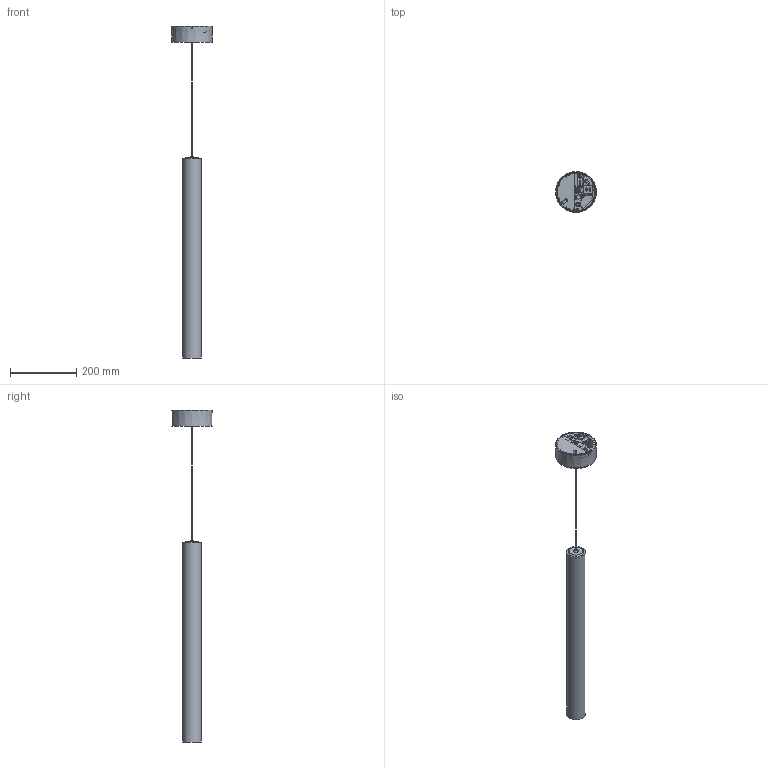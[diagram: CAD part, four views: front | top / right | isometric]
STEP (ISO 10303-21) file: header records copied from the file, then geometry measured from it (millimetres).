
FILE_DESCRIPTION(/* description */ ('This is a sample STEP configuration'),/* implementation_level */ '2;1');
FILE_NAME(/* name */ '192-20203xxxxxxxx _Simple.ipt_Rev_00.stp',/* time_stamp */ '2022-04-21T09:23:40+02:00',/* author */ ('powerJobs'),/* organization */ ('coolOrange'),/* preprocessor_version */ 'ST-DEVELOPER v18.1',/* originating_system */ 'Autodesk Inventor 2020',/* authorisation */ '');
FILE_SCHEMA (('AUTOMOTIVE_DESIGN { 1 0 10303 214 3 1 1 }'));
Length unit declared in the file: millimetre
Products named in the file (1): ENG000025857
Bounding box: 122.84 x 122.84 x 1000.3 mm (x, y, z)
Volume: 1576922.9 mm3; surface area: 214077.1 mm2
Topology: 3 solids, 3 shells, 895 faces, 2555 edges, 1686 vertices
Faces by surface type: plane 544, cylinder 129, bspline 123, cone 69, torus 18, sphere 12
Full cylindrical faces by diameter (mm): 3 x1, 4 x2, 4.4 x1, 14 x1, 40 x1, 57 x1
Entity records: 37330 total; most frequent: CARTESIAN_POINT 13903, ORIENTED_EDGE 5100, DIRECTION 4131, EDGE_CURVE 2550, VERTEX_POINT 1686, LINE 1505, VECTOR 1505, AXIS2_PLACEMENT_3D 1313
